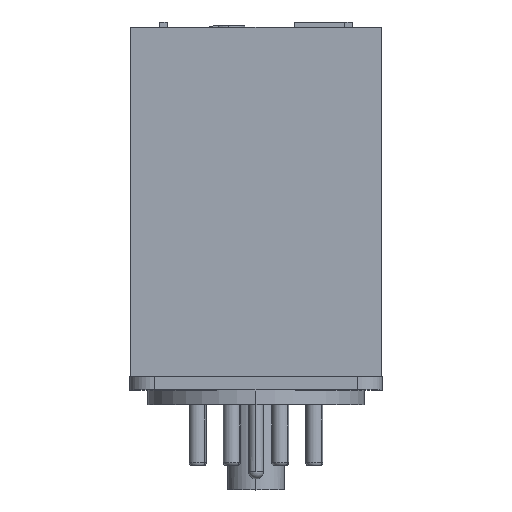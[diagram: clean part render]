
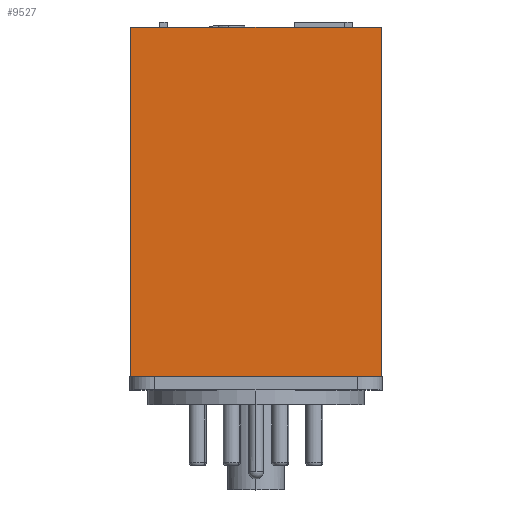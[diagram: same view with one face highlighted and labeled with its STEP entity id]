
A CAD part, top view. The second image highlights one B-rep face of the part: STEP entity #9527.
In plain terms, the highlighted planar face has unit normal (0, 0, 1).
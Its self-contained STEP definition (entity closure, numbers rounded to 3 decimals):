
#337 = DIRECTION ( 'NONE',  ( 1., 0., 0. ) ) ;
#456 = AXIS2_PLACEMENT_3D ( 'NONE', #26447, #11195, #29024 ) ;
#2297 = CARTESIAN_POINT ( 'NONE',  ( -73.963, 48.3, 28.617 ) ) ;
#2976 = LINE ( 'NONE', #2297, #15803 ) ;
#3513 = DIRECTION ( 'NONE',  ( 0., -1., 0. ) ) ;
#4646 = EDGE_CURVE ( 'NONE', #6592, #30374, #2976, .T. ) ;
#5260 = EDGE_CURVE ( 'NONE', #30374, #30340, #20180, .T. ) ;
#6592 = VERTEX_POINT ( 'NONE', #10987 ) ;
#8825 = EDGE_CURVE ( 'NONE', #6592, #9660, #12243, .T. ) ;
#9527 = ADVANCED_FACE ( 'NONE', ( #32124 ), #28909, .F. ) ;
#9660 = VERTEX_POINT ( 'NONE', #26989 ) ;
#10987 = CARTESIAN_POINT ( 'NONE',  ( -73.963, 48.3, 28.617 ) ) ;
#11195 = DIRECTION ( 'NONE',  ( 0., 0., -1. ) ) ;
#11841 = VECTOR ( 'NONE', #3513, 1000. ) ;
#12054 = CARTESIAN_POINT ( 'NONE',  ( -39.363, 0., 28.617 ) ) ;
#12243 = LINE ( 'NONE', #23950, #31770 ) ;
#12646 = LINE ( 'NONE', #26417, #11841 ) ;
#15803 = VECTOR ( 'NONE', #17654, 1000. ) ;
#17654 = DIRECTION ( 'NONE',  ( 0., -1., 0. ) ) ;
#20180 = LINE ( 'NONE', #20702, #32111 ) ;
#20702 = CARTESIAN_POINT ( 'NONE',  ( -39.363, 0., 28.617 ) ) ;
#22588 = EDGE_LOOP ( 'NONE', ( #29402, #23678, #24859, #26416 ) ) ;
#23678 = ORIENTED_EDGE ( 'NONE', *, *, #26475, .F. ) ;
#23950 = CARTESIAN_POINT ( 'NONE',  ( -39.363, 48.3, 28.617 ) ) ;
#24859 = ORIENTED_EDGE ( 'NONE', *, *, #8825, .F. ) ;
#24863 = CARTESIAN_POINT ( 'NONE',  ( -73.963, 0., 28.617 ) ) ;
#26416 = ORIENTED_EDGE ( 'NONE', *, *, #4646, .T. ) ;
#26417 = CARTESIAN_POINT ( 'NONE',  ( -39.363, 48.3, 28.617 ) ) ;
#26447 = CARTESIAN_POINT ( 'NONE',  ( -39.363, 48.3, 28.617 ) ) ;
#26475 = EDGE_CURVE ( 'NONE', #9660, #30340, #12646, .T. ) ;
#26488 = DIRECTION ( 'NONE',  ( 1., 0., 0. ) ) ;
#26989 = CARTESIAN_POINT ( 'NONE',  ( -39.363, 48.3, 28.617 ) ) ;
#28909 = PLANE ( 'NONE',  #456 ) ;
#29024 = DIRECTION ( 'NONE',  ( -1., 0., 0. ) ) ;
#29402 = ORIENTED_EDGE ( 'NONE', *, *, #5260, .T. ) ;
#30340 = VERTEX_POINT ( 'NONE', #12054 ) ;
#30374 = VERTEX_POINT ( 'NONE', #24863 ) ;
#31770 = VECTOR ( 'NONE', #26488, 1000. ) ;
#32111 = VECTOR ( 'NONE', #337, 1000. ) ;
#32124 = FACE_OUTER_BOUND ( 'NONE', #22588, .T. ) ;
